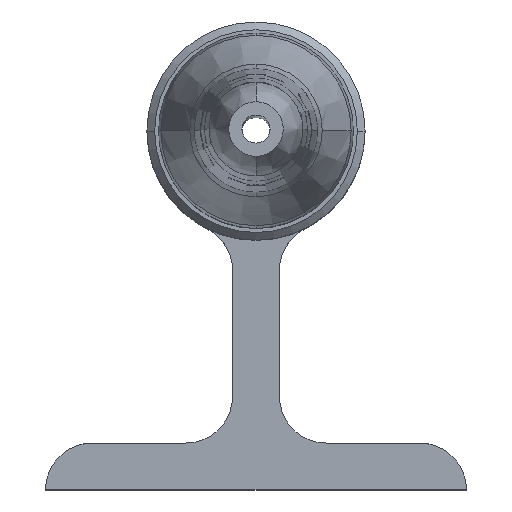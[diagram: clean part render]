
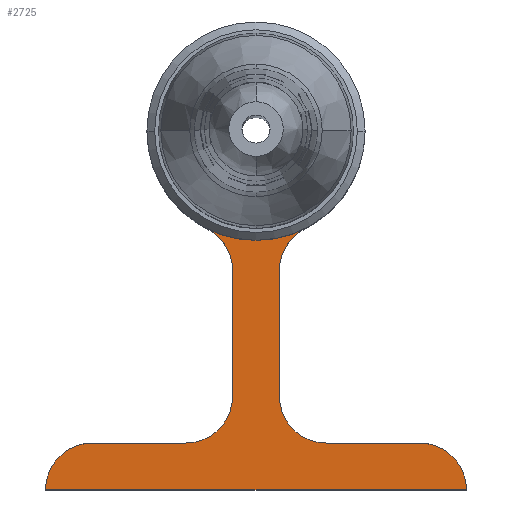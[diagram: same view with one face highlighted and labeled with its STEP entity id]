
A CAD part, top view. The second image highlights one B-rep face of the part: STEP entity #2725.
In plain terms, the highlighted planar face has unit normal (0, 0, 1).
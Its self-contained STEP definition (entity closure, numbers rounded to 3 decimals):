
#10 = ORIENTED_EDGE ( 'NONE', *, *, #1264, .F. ) ;
#24 = EDGE_CURVE ( 'NONE', #3216, #1577, #2505, .T. ) ;
#31 = LINE ( 'NONE', #991, #1503 ) ;
#98 = AXIS2_PLACEMENT_3D ( 'NONE', #148, #1473, #2610 ) ;
#110 = DIRECTION ( 'NONE',  ( -1., 0., 0. ) ) ;
#114 = DIRECTION ( 'NONE',  ( 0., 0., 1. ) ) ;
#136 = VERTEX_POINT ( 'NONE', #346 ) ;
#148 = CARTESIAN_POINT ( 'NONE',  ( 4.5, -17., -35.1 ) ) ;
#158 = EDGE_CURVE ( 'NONE', #863, #2721, #908, .T. ) ;
#174 = DIRECTION ( 'NONE',  ( 0., -1., 0. ) ) ;
#187 = PLANE ( 'NONE',  #2146 ) ;
#216 = ORIENTED_EDGE ( 'NONE', *, *, #2440, .F. ) ;
#225 = CARTESIAN_POINT ( 'NONE',  ( 1.5, -17., -35.1 ) ) ;
#236 = ORIENTED_EDGE ( 'NONE', *, *, #915, .F. ) ;
#290 = CARTESIAN_POINT ( 'NONE',  ( -10.5, -23., -35.1 ) ) ;
#346 = CARTESIAN_POINT ( 'NONE',  ( -3.15, -6.251, -35.1 ) ) ;
#382 = CARTESIAN_POINT ( 'NONE',  ( 4.5, -8.93, -35.1 ) ) ;
#408 = CARTESIAN_POINT ( 'NONE',  ( 10.5, -20., -35.1 ) ) ;
#455 = LINE ( 'NONE', #645, #1765 ) ;
#501 = LINE ( 'NONE', #1352, #2538 ) ;
#511 = CARTESIAN_POINT ( 'NONE',  ( -4.5, -17., -35.1 ) ) ;
#563 = AXIS2_PLACEMENT_3D ( 'NONE', #1020, #923, #110 ) ;
#575 = AXIS2_PLACEMENT_3D ( 'NONE', #290, #1381, #1954 ) ;
#645 = CARTESIAN_POINT ( 'NONE',  ( -4.5, -20., -35.1 ) ) ;
#657 = AXIS2_PLACEMENT_3D ( 'NONE', #3074, #3284, #1380 ) ;
#678 = DIRECTION ( 'NONE',  ( 1., 0., 0. ) ) ;
#731 = CARTESIAN_POINT ( 'NONE',  ( -1.5, -17., -35.1 ) ) ;
#732 = ORIENTED_EDGE ( 'NONE', *, *, #2842, .T. ) ;
#768 = VERTEX_POINT ( 'NONE', #2249 ) ;
#805 = DIRECTION ( 'NONE',  ( 0., 0., -1. ) ) ;
#863 = VERTEX_POINT ( 'NONE', #1642 ) ;
#879 = CIRCLE ( 'NONE', #1402, 3. ) ;
#908 = CIRCLE ( 'NONE', #575, 3. ) ;
#910 = EDGE_CURVE ( 'NONE', #2721, #3216, #455, .T. ) ;
#915 = EDGE_CURVE ( 'NONE', #2080, #3515, #1302, .T. ) ;
#923 = DIRECTION ( 'NONE',  ( 0., 0., -1. ) ) ;
#939 = DIRECTION ( 'NONE',  ( 0., 0., -1. ) ) ;
#990 = EDGE_LOOP ( 'NONE', ( #3459, #732, #2154, #216, #1562, #1886, #1951, #10, #236, #2407, #2456, #2931 ) ) ;
#991 = CARTESIAN_POINT ( 'NONE',  ( -13.5, -23., -35.1 ) ) ;
#1020 = CARTESIAN_POINT ( 'NONE',  ( 10.5, -23., -35.1 ) ) ;
#1041 = DIRECTION ( 'NONE',  ( -1., 0., 0. ) ) ;
#1074 = DIRECTION ( 'NONE',  ( 0., 0., 1. ) ) ;
#1147 = CARTESIAN_POINT ( 'NONE',  ( 3.15, -6.251, -35.1 ) ) ;
#1183 = EDGE_CURVE ( 'NONE', #2258, #768, #2137, .T. ) ;
#1249 = LINE ( 'NONE', #3409, #1751 ) ;
#1264 = EDGE_CURVE ( 'NONE', #3515, #863, #31, .T. ) ;
#1302 = CIRCLE ( 'NONE', #563, 3. ) ;
#1352 = CARTESIAN_POINT ( 'NONE',  ( -1.5, -17., -35.1 ) ) ;
#1370 = CARTESIAN_POINT ( 'NONE',  ( -1.5, -8.93, -35.1 ) ) ;
#1380 = DIRECTION ( 'NONE',  ( 1., 0., 0. ) ) ;
#1381 = DIRECTION ( 'NONE',  ( 0., 0., -1. ) ) ;
#1402 = AXIS2_PLACEMENT_3D ( 'NONE', #382, #114, #2787 ) ;
#1448 = VECTOR ( 'NONE', #174, 1000. ) ;
#1473 = DIRECTION ( 'NONE',  ( 0., 0., 1. ) ) ;
#1503 = VECTOR ( 'NONE', #2085, 1000. ) ;
#1546 = FACE_OUTER_BOUND ( 'NONE', #990, .T. ) ;
#1562 = ORIENTED_EDGE ( 'NONE', *, *, #24, .F. ) ;
#1577 = VERTEX_POINT ( 'NONE', #731 ) ;
#1642 = CARTESIAN_POINT ( 'NONE',  ( -13.5, -23., -35.1 ) ) ;
#1693 = CIRCLE ( 'NONE', #1804, 7. ) ;
#1751 = VECTOR ( 'NONE', #678, 1000. ) ;
#1754 = EDGE_CURVE ( 'NONE', #3086, #136, #3046, .T. ) ;
#1765 = VECTOR ( 'NONE', #3465, 1000. ) ;
#1804 = AXIS2_PLACEMENT_3D ( 'NONE', #2720, #805, #1041 ) ;
#1826 = AXIS2_PLACEMENT_3D ( 'NONE', #511, #1074, #3213 ) ;
#1882 = EDGE_CURVE ( 'NONE', #768, #3111, #3399, .T. ) ;
#1886 = ORIENTED_EDGE ( 'NONE', *, *, #910, .F. ) ;
#1908 = CARTESIAN_POINT ( 'NONE',  ( 4.5, -20., -35.1 ) ) ;
#1951 = ORIENTED_EDGE ( 'NONE', *, *, #158, .F. ) ;
#1954 = DIRECTION ( 'NONE',  ( 1., 0., 0. ) ) ;
#1969 = CARTESIAN_POINT ( 'NONE',  ( 1.5, -8.93, -35.1 ) ) ;
#2054 = EDGE_CURVE ( 'NONE', #3111, #2080, #1249, .T. ) ;
#2080 = VERTEX_POINT ( 'NONE', #408 ) ;
#2085 = DIRECTION ( 'NONE',  ( -1., 0., 0. ) ) ;
#2137 = LINE ( 'NONE', #225, #1448 ) ;
#2146 = AXIS2_PLACEMENT_3D ( 'NONE', #2331, #939, #2366 ) ;
#2154 = ORIENTED_EDGE ( 'NONE', *, *, #1754, .F. ) ;
#2249 = CARTESIAN_POINT ( 'NONE',  ( 1.5, -17., -35.1 ) ) ;
#2258 = VERTEX_POINT ( 'NONE', #1969 ) ;
#2271 = EDGE_CURVE ( 'NONE', #3485, #2258, #879, .T. ) ;
#2277 = CARTESIAN_POINT ( 'NONE',  ( 13.5, -23., -35.1 ) ) ;
#2331 = CARTESIAN_POINT ( 'NONE',  ( 4.5, -8.93, -35.1 ) ) ;
#2363 = CARTESIAN_POINT ( 'NONE',  ( -4.5, -20., -35.1 ) ) ;
#2366 = DIRECTION ( 'NONE',  ( -1., 0., 0. ) ) ;
#2407 = ORIENTED_EDGE ( 'NONE', *, *, #2054, .F. ) ;
#2440 = EDGE_CURVE ( 'NONE', #1577, #3086, #501, .T. ) ;
#2456 = ORIENTED_EDGE ( 'NONE', *, *, #1882, .F. ) ;
#2505 = CIRCLE ( 'NONE', #1826, 3. ) ;
#2538 = VECTOR ( 'NONE', #2726, 1000. ) ;
#2610 = DIRECTION ( 'NONE',  ( 1., 0., 0. ) ) ;
#2720 = CARTESIAN_POINT ( 'NONE',  ( 0., 0., -35.1 ) ) ;
#2721 = VERTEX_POINT ( 'NONE', #3131 ) ;
#2725 = ADVANCED_FACE ( 'NONE', ( #1546 ), #187, .F. ) ;
#2726 = DIRECTION ( 'NONE',  ( 0., 1., 0. ) ) ;
#2787 = DIRECTION ( 'NONE',  ( -1., 0., 0. ) ) ;
#2842 = EDGE_CURVE ( 'NONE', #3485, #136, #1693, .T. ) ;
#2931 = ORIENTED_EDGE ( 'NONE', *, *, #1183, .F. ) ;
#3046 = CIRCLE ( 'NONE', #657, 3. ) ;
#3074 = CARTESIAN_POINT ( 'NONE',  ( -4.5, -8.93, -35.1 ) ) ;
#3086 = VERTEX_POINT ( 'NONE', #1370 ) ;
#3111 = VERTEX_POINT ( 'NONE', #1908 ) ;
#3131 = CARTESIAN_POINT ( 'NONE',  ( -10.5, -20., -35.1 ) ) ;
#3213 = DIRECTION ( 'NONE',  ( -1., 0., 0. ) ) ;
#3216 = VERTEX_POINT ( 'NONE', #2363 ) ;
#3284 = DIRECTION ( 'NONE',  ( 0., 0., 1. ) ) ;
#3399 = CIRCLE ( 'NONE', #98, 3. ) ;
#3409 = CARTESIAN_POINT ( 'NONE',  ( 4.5, -20., -35.1 ) ) ;
#3459 = ORIENTED_EDGE ( 'NONE', *, *, #2271, .F. ) ;
#3465 = DIRECTION ( 'NONE',  ( 1., 0., 0. ) ) ;
#3485 = VERTEX_POINT ( 'NONE', #1147 ) ;
#3515 = VERTEX_POINT ( 'NONE', #2277 ) ;
